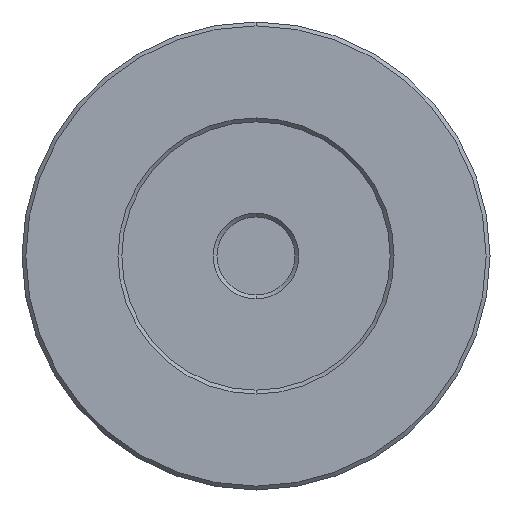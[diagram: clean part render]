
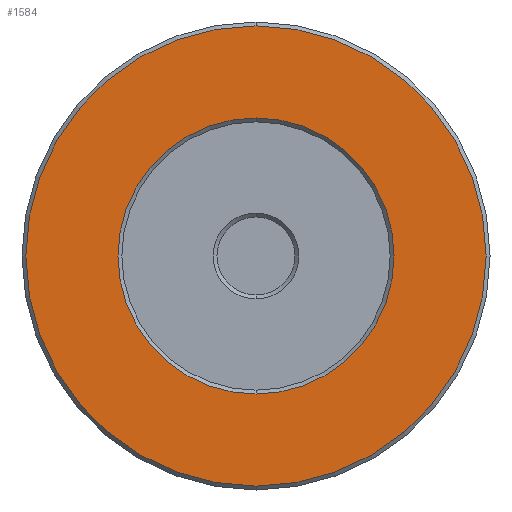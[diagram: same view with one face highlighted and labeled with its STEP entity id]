
A CAD part, front view. The second image highlights one B-rep face of the part: STEP entity #1584.
In plain terms, the highlighted planar face has unit normal (0, -1, 0).
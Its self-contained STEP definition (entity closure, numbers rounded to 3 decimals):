
#15 = CARTESIAN_POINT ( 'NONE',  ( 0., 0., 0. ) ) ;
#87 = EDGE_CURVE ( 'NONE', #2877, #900, #266, .T. ) ;
#139 = EDGE_LOOP ( 'NONE', ( #2453, #2527 ) ) ;
#149 = AXIS2_PLACEMENT_3D ( 'NONE', #3104, #1818, #2070 ) ;
#266 = CIRCLE ( 'NONE', #2030, 8.85 ) ;
#362 = CARTESIAN_POINT ( 'NONE',  ( 0., 0., 0. ) ) ;
#376 = DIRECTION ( 'NONE',  ( 0., 0., -1. ) ) ;
#542 = DIRECTION ( 'NONE',  ( 0., 0., -1. ) ) ;
#592 = CARTESIAN_POINT ( 'NONE',  ( 0., 0., 8.85 ) ) ;
#645 = CARTESIAN_POINT ( 'NONE',  ( 0., 0., -8.85 ) ) ;
#788 = AXIS2_PLACEMENT_3D ( 'NONE', #362, #2180, #2723 ) ;
#900 = VERTEX_POINT ( 'NONE', #645 ) ;
#1025 = CIRCLE ( 'NONE', #788, 8.85 ) ;
#1030 = AXIS2_PLACEMENT_3D ( 'NONE', #1330, #1402, #376 ) ;
#1262 = CIRCLE ( 'NONE', #1030, 14.75 ) ;
#1315 = DIRECTION ( 'NONE',  ( 0., 0., -1. ) ) ;
#1330 = CARTESIAN_POINT ( 'NONE',  ( 0., 0., 0. ) ) ;
#1402 = DIRECTION ( 'NONE',  ( 0., -1., 0. ) ) ;
#1502 = FACE_OUTER_BOUND ( 'NONE', #1600, .T. ) ;
#1566 = CARTESIAN_POINT ( 'NONE',  ( 0., 0., 0. ) ) ;
#1584 = ADVANCED_FACE ( 'NONE', ( #2627, #1502 ), #2290, .T. ) ;
#1600 = EDGE_LOOP ( 'NONE', ( #3122, #2931 ) ) ;
#1601 = EDGE_CURVE ( 'NONE', #2331, #2276, #2385, .T. ) ;
#1605 = CARTESIAN_POINT ( 'NONE',  ( 0., 0., -14.75 ) ) ;
#1818 = DIRECTION ( 'NONE',  ( 0., -1., 0. ) ) ;
#2003 = CARTESIAN_POINT ( 'NONE',  ( 0., 0., 14.75 ) ) ;
#2011 = EDGE_CURVE ( 'NONE', #2276, #2331, #1262, .T. ) ;
#2030 = AXIS2_PLACEMENT_3D ( 'NONE', #15, #3113, #1315 ) ;
#2070 = DIRECTION ( 'NONE',  ( 0., 0., -1. ) ) ;
#2088 = DIRECTION ( 'NONE',  ( 0., -1., 0. ) ) ;
#2180 = DIRECTION ( 'NONE',  ( 0., 1., 0. ) ) ;
#2276 = VERTEX_POINT ( 'NONE', #1605 ) ;
#2290 = PLANE ( 'NONE',  #149 ) ;
#2303 = AXIS2_PLACEMENT_3D ( 'NONE', #1566, #2088, #542 ) ;
#2331 = VERTEX_POINT ( 'NONE', #2003 ) ;
#2385 = CIRCLE ( 'NONE', #2303, 14.75 ) ;
#2453 = ORIENTED_EDGE ( 'NONE', *, *, #3040, .T. ) ;
#2527 = ORIENTED_EDGE ( 'NONE', *, *, #87, .T. ) ;
#2627 = FACE_BOUND ( 'NONE', #139, .T. ) ;
#2723 = DIRECTION ( 'NONE',  ( 0., 0., -1. ) ) ;
#2877 = VERTEX_POINT ( 'NONE', #592 ) ;
#2931 = ORIENTED_EDGE ( 'NONE', *, *, #2011, .T. ) ;
#3040 = EDGE_CURVE ( 'NONE', #900, #2877, #1025, .T. ) ;
#3104 = CARTESIAN_POINT ( 'NONE',  ( 8.6, 0., 0. ) ) ;
#3113 = DIRECTION ( 'NONE',  ( 0., 1., 0. ) ) ;
#3122 = ORIENTED_EDGE ( 'NONE', *, *, #1601, .T. ) ;
